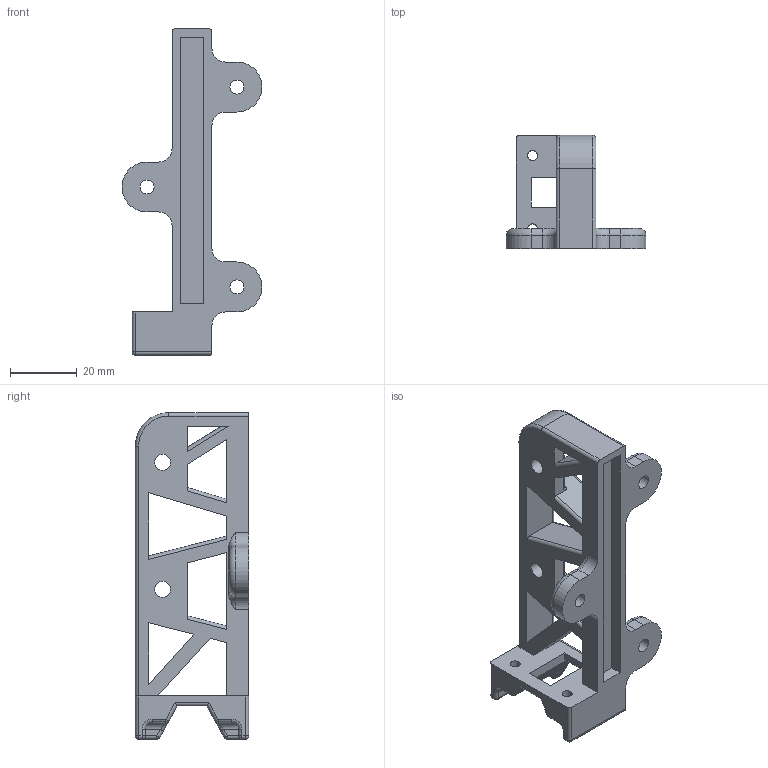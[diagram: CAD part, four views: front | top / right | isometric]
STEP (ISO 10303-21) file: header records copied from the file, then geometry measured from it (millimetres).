
FILE_DESCRIPTION(/* description */ (''),/* implementation_level */ '2;1');
FILE_NAME(/* name */ 'Fixation droite.stp',/* time_stamp */ '2021-01-25T16:28:38+01:00',/* author */ ('dimercur'),/* organization */ (''),/* preprocessor_version */ 'ST-DEVELOPER v18.1',/* originating_system */ 'Autodesk Inventor 2021',/* authorisation */ '');
FILE_SCHEMA (('AUTOMOTIVE_DESIGN { 1 0 10303 214 3 1 1 }'));
Length unit declared in the file: millimetre
Products named in the file (1): Fixation droite
Bounding box: 42 x 34 x 98 mm (x, y, z)
Volume: 26129 mm3; surface area: 15028 mm2
Topology: 1 solids, 1 shells, 196 faces, 502 edges, 302 vertices
Faces by surface type: cylinder 98, plane 62, torus 16, sphere 11, bspline 9
Full cylindrical faces by diameter (mm): 3 x2, 4.2 x3, 4.75 x2
Entity records: 6291 total; most frequent: CARTESIAN_POINT 1383, DIRECTION 1056, ORIENTED_EDGE 1004, EDGE_CURVE 502, AXIS2_PLACEMENT_3D 387, VERTEX_POINT 302, LINE 282, VECTOR 282
